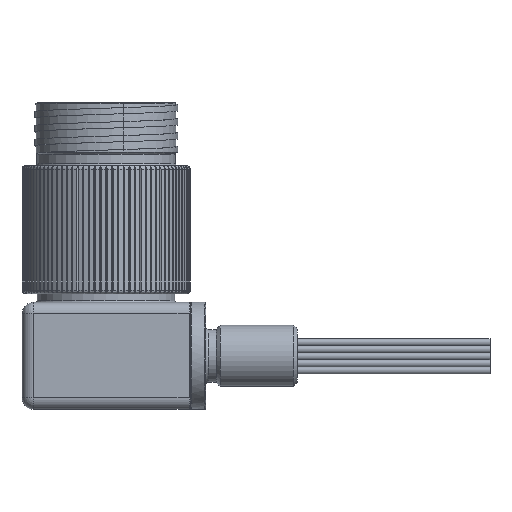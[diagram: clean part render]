
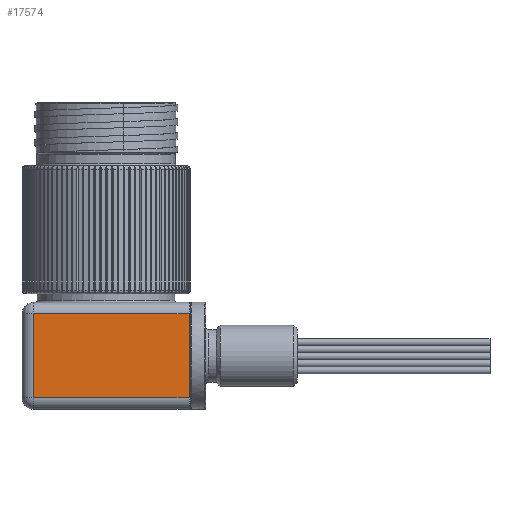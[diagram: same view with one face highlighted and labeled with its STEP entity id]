
A CAD part, left-side view. The second image highlights one B-rep face of the part: STEP entity #17574.
In plain terms, the highlighted planar face has unit normal (-1, 0, 0).
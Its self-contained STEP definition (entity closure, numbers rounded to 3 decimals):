
#1112=PLANE('',#18695);
#1876=FACE_OUTER_BOUND('',#2874,.T.);
#2874=EDGE_LOOP('',(#11557,#11558,#11559,#11560));
#3874=LINE('',#25963,#4868);
#3883=LINE('',#26606,#4877);
#3890=LINE('',#26631,#4884);
#3893=LINE('',#26635,#4887);
#4868=VECTOR('',#20811,1000.);
#4877=VECTOR('',#20846,1000.);
#4884=VECTOR('',#20877,1000.);
#4887=VECTOR('',#20882,1000.);
#6853=VERTEX_POINT('',#25942);
#6856=VERTEX_POINT('',#25949);
#6866=VERTEX_POINT('',#26597);
#6873=VERTEX_POINT('',#26624);
#8665=EDGE_CURVE('',#6856,#6853,#3874,.T.);
#8691=EDGE_CURVE('',#6866,#6856,#3883,.T.);
#8704=EDGE_CURVE('',#6853,#6873,#3890,.T.);
#8707=EDGE_CURVE('',#6873,#6866,#3893,.T.);
#11557=ORIENTED_EDGE('',*,*,#8691,.T.);
#11558=ORIENTED_EDGE('',*,*,#8665,.T.);
#11559=ORIENTED_EDGE('',*,*,#8704,.T.);
#11560=ORIENTED_EDGE('',*,*,#8707,.T.);
#17574=ADVANCED_FACE('',(#1876),#1112,.T.);
#18695=AXIS2_PLACEMENT_3D('',#26646,#20897,#20898);
#20811=DIRECTION('',(0.,0.,1.));
#20846=DIRECTION('',(0.,-1.,0.));
#20877=DIRECTION('',(0.,1.,0.));
#20882=DIRECTION('',(0.,0.,-1.));
#20897=DIRECTION('center_axis',(-1.,0.,0.));
#20898=DIRECTION('ref_axis',(0.,0.,1.));
#25942=CARTESIAN_POINT('',(-17.463,-17.209,19.837));
#25949=CARTESIAN_POINT('',(-17.463,-17.209,2.388));
#25963=CARTESIAN_POINT('',(-17.463,-17.209,38.1));
#26597=CARTESIAN_POINT('',(-17.463,15.081,2.388));
#26606=CARTESIAN_POINT('',(-17.463,-17.463,2.388));
#26624=CARTESIAN_POINT('',(-17.463,15.081,19.837));
#26631=CARTESIAN_POINT('',(-17.463,15.081,19.837));
#26635=CARTESIAN_POINT('',(-17.463,15.081,38.1));
#26646=CARTESIAN_POINT('Origin',(-17.463,0.,38.1));
